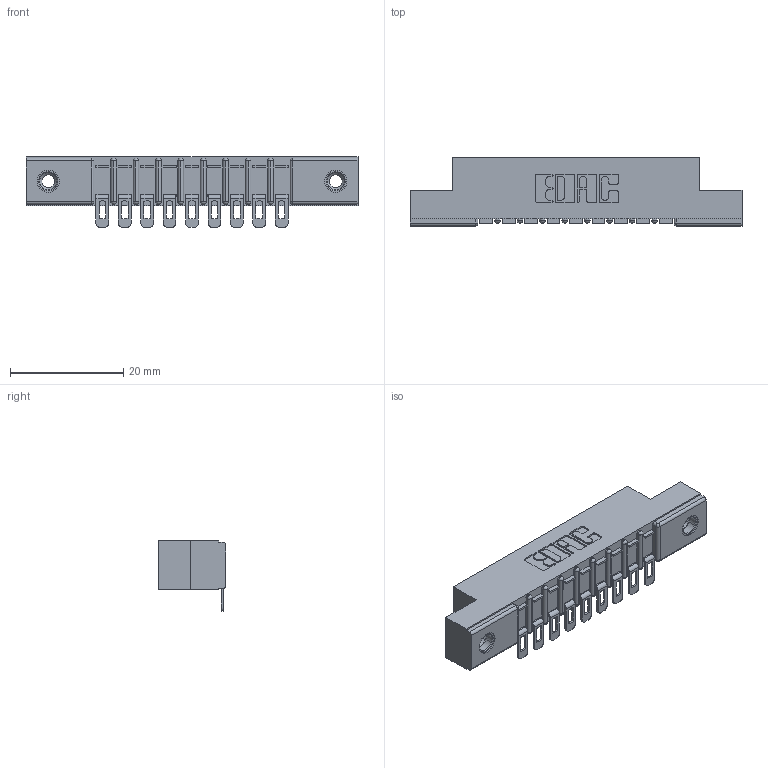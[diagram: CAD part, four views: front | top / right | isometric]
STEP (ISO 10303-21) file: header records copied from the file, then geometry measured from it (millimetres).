
FILE_DESCRIPTION (( 'STEP AP203' ), '1' );
FILE_NAME ('357-009-554-108.STEP', '2018-08-07T02:16:03', ( '' ), ( '' ), 'SwSTEP 2.0', 'SolidWorks 2016', '' );
FILE_SCHEMA (( 'CONFIG_CONTROL_DESIGN' ));
Length unit declared in the file: inch
Products named in the file (4): 307 Part_.156 Dia Mounting Holes; 307-290-002_554; 345-250-001_345-250-003-102; 357-009-554-108
Assembly tree (12 placements, depth 2):
  357-009-554-108
    307 Part_.156 Dia Mounting Holes
    307-290-002_554  x9
    345-250-001_345-250-003-102  x2
Bounding box: 58.67 x 12.01 x 12.52 mm (x, y, z)
Volume: 3863.5 mm3; surface area: 6359.9 mm2
Topology: 12 solids, 12 shells, 917 faces, 2736 edges, 1788 vertices
Faces by surface type: plane 516, cylinder 365, sphere 20, cone 12, torus 4
Entity records: 13934 total; most frequent: CARTESIAN_POINT 2325, ORIENTED_EDGE 2308, DIRECTION 2290, EDGE_CURVE 1154, LINE 860, VECTOR 860, VERTEX_POINT 750, AXIS2_PLACEMENT_3D 715
